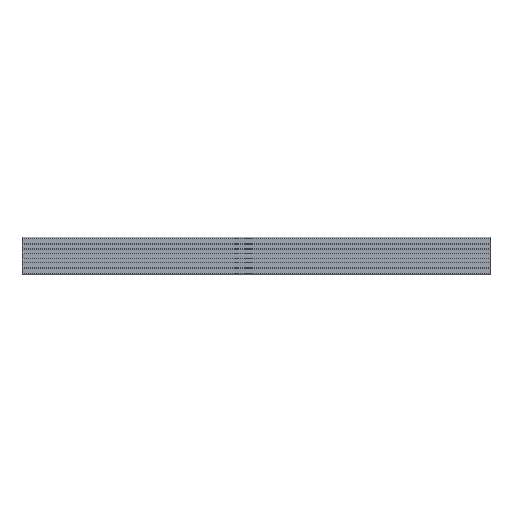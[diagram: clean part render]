
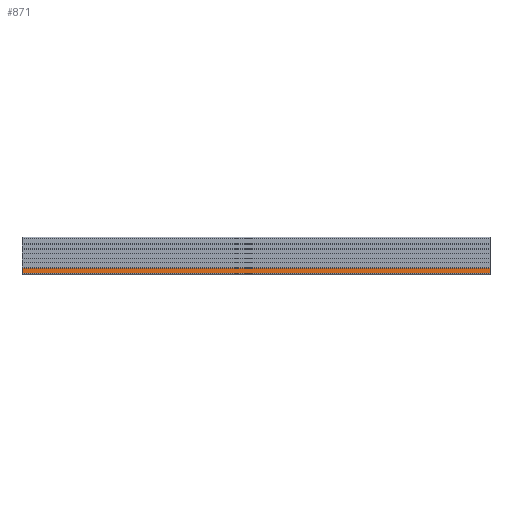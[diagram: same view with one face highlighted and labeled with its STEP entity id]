
A CAD part, top view. The second image highlights one B-rep face of the part: STEP entity #871.
In plain terms, the highlighted planar face has unit normal (0, 0, 1).
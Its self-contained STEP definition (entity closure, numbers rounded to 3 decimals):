
#871=ADVANCED_FACE('',(#1909),#1910,.T.);
#1909=FACE_OUTER_BOUND('',#3135,.T.);
#1910=PLANE('',#3136);
#3135=EDGE_LOOP('',(#5475,#5476,#5477,#5478));
#3136=AXIS2_PLACEMENT_3D('',#5479,#5480,#5481);
#5475=ORIENTED_EDGE('',*,*,#8548,.T.);
#5476=ORIENTED_EDGE('',*,*,#8549,.F.);
#5477=ORIENTED_EDGE('',*,*,#8550,.T.);
#5478=ORIENTED_EDGE('',*,*,#8551,.T.);
#5479=CARTESIAN_POINT('',(0.0,-31.4,60.0));
#5480=DIRECTION('',(0.0,0.0,1.0));
#5481=DIRECTION('',(0.0,-1.0,0.0));
#8548=EDGE_CURVE('',#10583,#10584,#10585,.T.);
#8549=EDGE_CURVE('',#10586,#10584,#10587,.T.);
#8550=EDGE_CURVE('',#10586,#10588,#10589,.T.);
#8551=EDGE_CURVE('',#10588,#10583,#10590,.T.);
#10583=VERTEX_POINT('',#13570);
#10584=VERTEX_POINT('',#13571);
#10585=LINE('',#13572,#13573);
#10586=VERTEX_POINT('',#13574);
#10587=LINE('',#13575,#13576);
#10588=VERTEX_POINT('',#13577);
#10589=LINE('',#13578,#13579);
#10590=LINE('',#13580,#13581);
#13570=CARTESIAN_POINT('',(1000.0,-37.0,60.0));
#13571=CARTESIAN_POINT('',(1000.0,-25.8,60.0));
#13572=CARTESIAN_POINT('',(1000.0,-25.8,60.0));
#13573=VECTOR('',#15912,1.0);
#13574=CARTESIAN_POINT('',(0.0,-25.8,60.0));
#13575=CARTESIAN_POINT('',(0.0,-25.8,60.0));
#13576=VECTOR('',#15913,1.0);
#13577=CARTESIAN_POINT('',(0.0,-37.0,60.0));
#13578=CARTESIAN_POINT('',(0.0,-25.8,60.0));
#13579=VECTOR('',#15914,1.0);
#13580=CARTESIAN_POINT('',(0.0,-37.0,60.0));
#13581=VECTOR('',#15915,1.0);
#15912=DIRECTION('',(0.0,1.0,0.0));
#15913=DIRECTION('',(1.0,0.0,0.0));
#15914=DIRECTION('',(0.0,-1.0,0.0));
#15915=DIRECTION('',(1.0,0.0,0.0));
